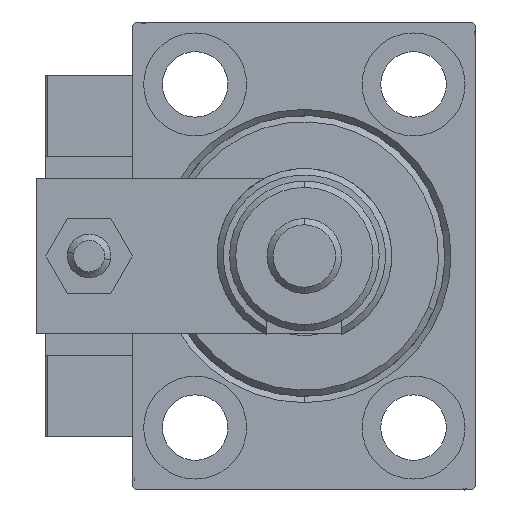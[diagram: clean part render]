
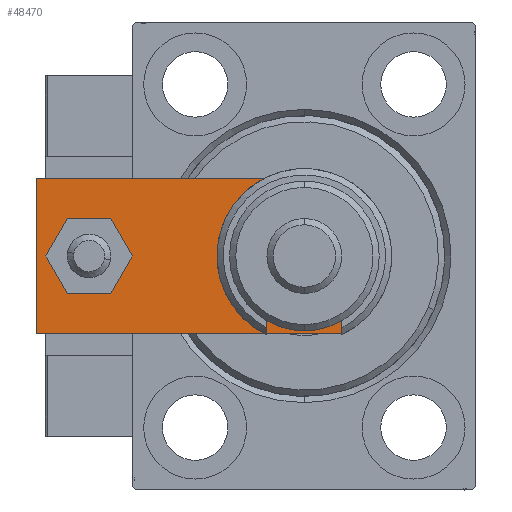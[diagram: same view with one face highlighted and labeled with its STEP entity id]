
A CAD part, left-side view. The second image highlights one B-rep face of the part: STEP entity #48470.
In plain terms, the highlighted face is planar.
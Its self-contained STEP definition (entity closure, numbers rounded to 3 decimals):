
#115 = VERTEX_POINT ( 'NONE', #13343 ) ;
#156 = CARTESIAN_POINT ( 'NONE',  ( 12.5, 5.66, 6. ) ) ;
#204 = AXIS2_PLACEMENT_3D ( 'NONE', #35637, #16051, #31827 ) ;
#1035 = VECTOR ( 'NONE', #43153, 1000. ) ;
#1070 = EDGE_CURVE ( 'NONE', #4122, #53315, #25147, .T. ) ;
#1842 = ORIENTED_EDGE ( 'NONE', *, *, #16564, .T. ) ;
#1980 = EDGE_CURVE ( 'NONE', #12633, #42724, #51612, .T. ) ;
#2164 = CARTESIAN_POINT ( 'NONE',  ( 12.5, 55., 6. ) ) ;
#2779 = DIRECTION ( 'NONE',  ( 1., 0., 0. ) ) ;
#3538 = FACE_BOUND ( 'NONE', #50554, .T. ) ;
#4122 = VERTEX_POINT ( 'NONE', #50487 ) ;
#4278 = ORIENTED_EDGE ( 'NONE', *, *, #1980, .T. ) ;
#5089 = CARTESIAN_POINT ( 'NONE',  ( 6.84, 0., 6. ) ) ;
#5648 = VERTEX_POINT ( 'NONE', #39328 ) ;
#6799 = CARTESIAN_POINT ( 'NONE',  ( 0., 0., 6. ) ) ;
#7808 = CARTESIAN_POINT ( 'NONE',  ( 12.5, 55., 6. ) ) ;
#8347 = DIRECTION ( 'NONE',  ( -1., 0., 0. ) ) ;
#9193 = CARTESIAN_POINT ( 'NONE',  ( -4., 46.5, 6. ) ) ;
#9233 = DIRECTION ( 'NONE',  ( 0., -1., 0. ) ) ;
#9649 = CARTESIAN_POINT ( 'NONE',  ( 0., 12., 6. ) ) ;
#10857 = DIRECTION ( 'NONE',  ( 1., 0., 0. ) ) ;
#11045 = CARTESIAN_POINT ( 'NONE',  ( -8.25, 12., 6. ) ) ;
#11712 = CARTESIAN_POINT ( 'NONE',  ( 0., 46.5, 6. ) ) ;
#12633 = VERTEX_POINT ( 'NONE', #156 ) ;
#13343 = CARTESIAN_POINT ( 'NONE',  ( 8.25, 12., 6. ) ) ;
#14588 = EDGE_LOOP ( 'NONE', ( #50800, #35523 ) ) ;
#14657 = CARTESIAN_POINT ( 'NONE',  ( -12.5, 55., 6. ) ) ;
#15274 = LINE ( 'NONE', #27528, #30095 ) ;
#15438 = CARTESIAN_POINT ( 'NONE',  ( 3.42, -3.42, 6. ) ) ;
#16051 = DIRECTION ( 'NONE',  ( 0., 0., 1. ) ) ;
#16421 = ORIENTED_EDGE ( 'NONE', *, *, #1070, .T. ) ;
#16564 = EDGE_CURVE ( 'NONE', #5648, #4122, #15274, .T. ) ;
#16990 = EDGE_CURVE ( 'NONE', #42724, #26093, #20310, .T. ) ;
#17500 = AXIS2_PLACEMENT_3D ( 'NONE', #9649, #27046, #17798 ) ;
#17798 = DIRECTION ( 'NONE',  ( 1., 0., 0. ) ) ;
#17891 = VECTOR ( 'NONE', #9233, 1000. ) ;
#19328 = EDGE_CURVE ( 'NONE', #50985, #27166, #39224, .T. ) ;
#19880 = DIRECTION ( 'NONE',  ( 0., 0., 1. ) ) ;
#20164 = CIRCLE ( 'NONE', #51440, 8.25 ) ;
#20310 = LINE ( 'NONE', #7808, #32738 ) ;
#20334 = DIRECTION ( 'NONE',  ( 0.707, 0.707, 0. ) ) ;
#22138 = CARTESIAN_POINT ( 'NONE',  ( 4., 46.5, 6. ) ) ;
#22333 = EDGE_CURVE ( 'NONE', #41212, #115, #50546, .T. ) ;
#23450 = DIRECTION ( 'NONE',  ( 0.707, -0.707, 0. ) ) ;
#23480 = EDGE_CURVE ( 'NONE', #115, #41212, #20164, .T. ) ;
#24192 = AXIS2_PLACEMENT_3D ( 'NONE', #11712, #19880, #2779 ) ;
#25147 = LINE ( 'NONE', #33810, #38313 ) ;
#25941 = DIRECTION ( 'NONE',  ( 1., 0., 0. ) ) ;
#26093 = VERTEX_POINT ( 'NONE', #14657 ) ;
#26575 = CARTESIAN_POINT ( 'NONE',  ( 12.5, 0., 6. ) ) ;
#27046 = DIRECTION ( 'NONE',  ( 0., 0., 1. ) ) ;
#27166 = VERTEX_POINT ( 'NONE', #22138 ) ;
#27455 = FACE_BOUND ( 'NONE', #14588, .T. ) ;
#27522 = DIRECTION ( 'NONE',  ( 0., 0., 1. ) ) ;
#27528 = CARTESIAN_POINT ( 'NONE',  ( -3.42, -3.42, 6. ) ) ;
#28321 = DIRECTION ( 'NONE',  ( 1., 0., 0. ) ) ;
#30095 = VECTOR ( 'NONE', #23450, 1000. ) ;
#31629 = ORIENTED_EDGE ( 'NONE', *, *, #32244, .T. ) ;
#31827 = DIRECTION ( 'NONE',  ( 1., 0., 0. ) ) ;
#32080 = EDGE_CURVE ( 'NONE', #26093, #5648, #38584, .T. ) ;
#32244 = EDGE_CURVE ( 'NONE', #53315, #12633, #40199, .T. ) ;
#32290 = ORIENTED_EDGE ( 'NONE', *, *, #16990, .T. ) ;
#32324 = FACE_OUTER_BOUND ( 'NONE', #51345, .T. ) ;
#32674 = VECTOR ( 'NONE', #20334, 1000. ) ;
#32738 = VECTOR ( 'NONE', #8347, 1000. ) ;
#33083 = ORIENTED_EDGE ( 'NONE', *, *, #22333, .F. ) ;
#33810 = CARTESIAN_POINT ( 'NONE',  ( -12.5, 0., 6. ) ) ;
#35523 = ORIENTED_EDGE ( 'NONE', *, *, #50425, .F. ) ;
#35637 = CARTESIAN_POINT ( 'NONE',  ( 0., 46.5, 6. ) ) ;
#35864 = PLANE ( 'NONE',  #37104 ) ;
#37104 = AXIS2_PLACEMENT_3D ( 'NONE', #6799, #48130, #10857 ) ;
#38313 = VECTOR ( 'NONE', #25941, 1000. ) ;
#38584 = LINE ( 'NONE', #50588, #17891 ) ;
#39224 = CIRCLE ( 'NONE', #204, 4. ) ;
#39328 = CARTESIAN_POINT ( 'NONE',  ( -12.5, 5.66, 6. ) ) ;
#39778 = CIRCLE ( 'NONE', #24192, 4. ) ;
#40199 = LINE ( 'NONE', #15438, #32674 ) ;
#40305 = CARTESIAN_POINT ( 'NONE',  ( 0., 12., 6. ) ) ;
#41212 = VERTEX_POINT ( 'NONE', #11045 ) ;
#42724 = VERTEX_POINT ( 'NONE', #2164 ) ;
#43153 = DIRECTION ( 'NONE',  ( 0., 1., 0. ) ) ;
#45049 = ORIENTED_EDGE ( 'NONE', *, *, #32080, .T. ) ;
#47996 = ORIENTED_EDGE ( 'NONE', *, *, #23480, .F. ) ;
#48130 = DIRECTION ( 'NONE',  ( 0., 0., 1. ) ) ;
#48470 = ADVANCED_FACE ( 'NONE', ( #27455, #32324, #3538 ), #35864, .T. ) ;
#50425 = EDGE_CURVE ( 'NONE', #27166, #50985, #39778, .T. ) ;
#50487 = CARTESIAN_POINT ( 'NONE',  ( -6.84, 0., 6. ) ) ;
#50546 = CIRCLE ( 'NONE', #17500, 8.25 ) ;
#50554 = EDGE_LOOP ( 'NONE', ( #33083, #47996 ) ) ;
#50588 = CARTESIAN_POINT ( 'NONE',  ( -12.5, 55., 6. ) ) ;
#50800 = ORIENTED_EDGE ( 'NONE', *, *, #19328, .F. ) ;
#50985 = VERTEX_POINT ( 'NONE', #9193 ) ;
#51345 = EDGE_LOOP ( 'NONE', ( #45049, #1842, #16421, #31629, #4278, #32290 ) ) ;
#51440 = AXIS2_PLACEMENT_3D ( 'NONE', #40305, #27522, #28321 ) ;
#51612 = LINE ( 'NONE', #26575, #1035 ) ;
#53315 = VERTEX_POINT ( 'NONE', #5089 ) ;
